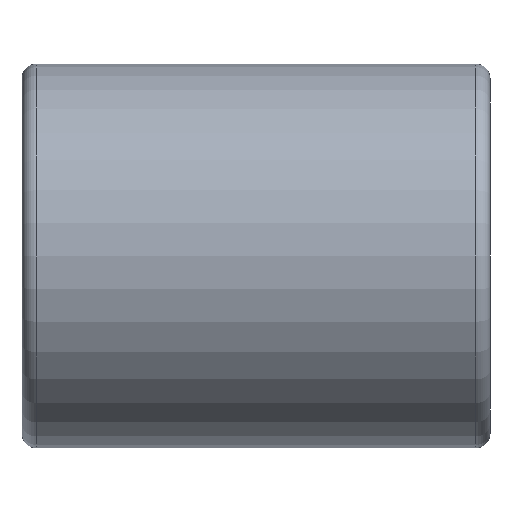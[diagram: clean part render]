
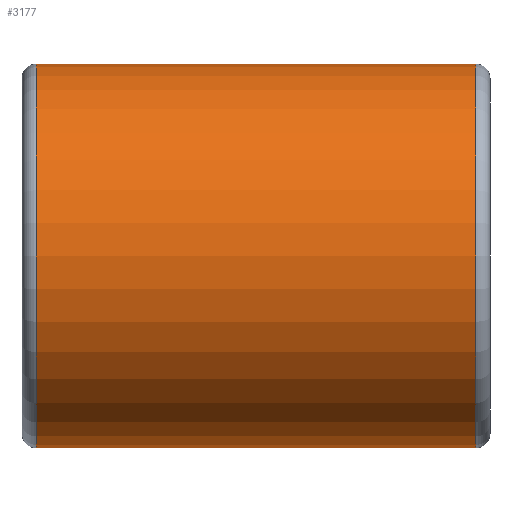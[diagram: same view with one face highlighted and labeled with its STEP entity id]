
A CAD part, front view. The second image highlights one B-rep face of the part: STEP entity #3177.
In plain terms, the highlighted cylindrical face has radius 41 mm (diameter 82 mm), a partial arc.
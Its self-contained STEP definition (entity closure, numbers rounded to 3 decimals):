
#238 = CARTESIAN_POINT ( 'NONE',  ( 0., 0., -41. ) ) ;
#274 = EDGE_CURVE ( 'NONE', #353, #2443, #1570, .T. ) ;
#325 = CARTESIAN_POINT ( 'NONE',  ( 0., 0., 0. ) ) ;
#353 = VERTEX_POINT ( 'NONE', #4957 ) ;
#526 = CARTESIAN_POINT ( 'NONE',  ( 3., 0., 0. ) ) ;
#860 = AXIS2_PLACEMENT_3D ( 'NONE', #325, #5105, #3000 ) ;
#890 = CARTESIAN_POINT ( 'NONE',  ( 0., 0., 41. ) ) ;
#942 = AXIS2_PLACEMENT_3D ( 'NONE', #526, #3804, #3786 ) ;
#990 = CYLINDRICAL_SURFACE ( 'NONE', #860, 41. ) ;
#1172 = FACE_OUTER_BOUND ( 'NONE', #4259, .T. ) ;
#1212 = ORIENTED_EDGE ( 'NONE', *, *, #3681, .T. ) ;
#1570 = LINE ( 'NONE', #238, #5077 ) ;
#1752 = VERTEX_POINT ( 'NONE', #4233 ) ;
#1791 = VERTEX_POINT ( 'NONE', #4684 ) ;
#1859 = CARTESIAN_POINT ( 'NONE',  ( 3., 0., -41. ) ) ;
#1912 = LINE ( 'NONE', #890, #4889 ) ;
#2085 = DIRECTION ( 'NONE',  ( -1., 0., 0. ) ) ;
#2095 = DIRECTION ( 'NONE',  ( -1., 0., 0. ) ) ;
#2443 = VERTEX_POINT ( 'NONE', #1859 ) ;
#2700 = DIRECTION ( 'NONE',  ( -1., 0., 0. ) ) ;
#2741 = CARTESIAN_POINT ( 'NONE',  ( 97., 0., 0. ) ) ;
#2858 = ORIENTED_EDGE ( 'NONE', *, *, #5122, .T. ) ;
#3000 = DIRECTION ( 'NONE',  ( 0., 0., 1. ) ) ;
#3165 = DIRECTION ( 'NONE',  ( 0., 0., 1. ) ) ;
#3177 = ADVANCED_FACE ( 'NONE', ( #1172 ), #990, .T. ) ;
#3290 = EDGE_CURVE ( 'NONE', #353, #1791, #4586, .T. ) ;
#3681 = EDGE_CURVE ( 'NONE', #1752, #2443, #4468, .T. ) ;
#3767 = ORIENTED_EDGE ( 'NONE', *, *, #3290, .T. ) ;
#3786 = DIRECTION ( 'NONE',  ( 0., 0., -1. ) ) ;
#3804 = DIRECTION ( 'NONE',  ( 1., 0., 0. ) ) ;
#4138 = ORIENTED_EDGE ( 'NONE', *, *, #274, .F. ) ;
#4233 = CARTESIAN_POINT ( 'NONE',  ( 3., 0., 41. ) ) ;
#4259 = EDGE_LOOP ( 'NONE', ( #4138, #3767, #2858, #1212 ) ) ;
#4468 = CIRCLE ( 'NONE', #942, 41. ) ;
#4527 = AXIS2_PLACEMENT_3D ( 'NONE', #2741, #2700, #3165 ) ;
#4586 = CIRCLE ( 'NONE', #4527, 41. ) ;
#4684 = CARTESIAN_POINT ( 'NONE',  ( 97., 0., 41. ) ) ;
#4889 = VECTOR ( 'NONE', #2095, 1000. ) ;
#4957 = CARTESIAN_POINT ( 'NONE',  ( 97., 0., -41. ) ) ;
#5077 = VECTOR ( 'NONE', #2085, 1000. ) ;
#5105 = DIRECTION ( 'NONE',  ( -1., 0., 0. ) ) ;
#5122 = EDGE_CURVE ( 'NONE', #1791, #1752, #1912, .T. ) ;
